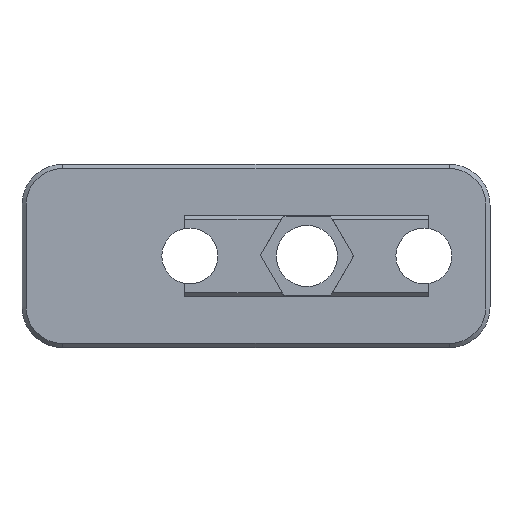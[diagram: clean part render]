
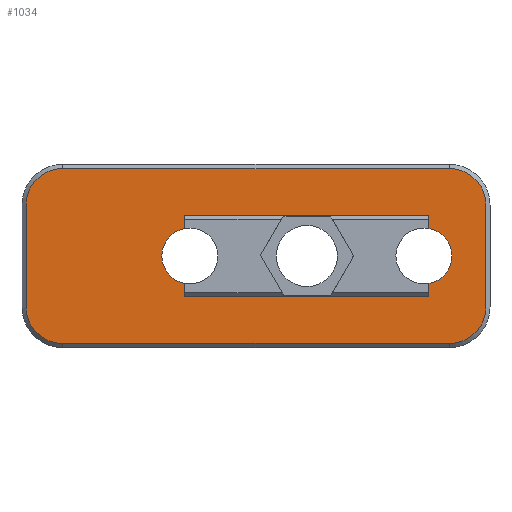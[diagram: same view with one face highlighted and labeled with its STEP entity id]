
A CAD part, front view. The second image highlights one B-rep face of the part: STEP entity #1034.
In plain terms, the highlighted planar face has unit normal (0, -1, 0).
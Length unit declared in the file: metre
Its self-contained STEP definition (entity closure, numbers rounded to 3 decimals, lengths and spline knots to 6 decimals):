
#39=PLANE('',#1130);
#64=CIRCLE('',#1066,0.0036);
#66=CIRCLE('',#1069,0.0036);
#72=CIRCLE('',#1080,0.0036);
#76=CIRCLE('',#1087,0.0036);
#87=CIRCLE('',#1131,0.00275);
#88=CIRCLE('',#1132,0.00275);
#270=ORIENTED_EDGE('',*,*,#418,.T.);
#271=ORIENTED_EDGE('',*,*,#380,.T.);
#272=ORIENTED_EDGE('',*,*,#495,.T.);
#273=ORIENTED_EDGE('',*,*,#400,.T.);
#274=ORIENTED_EDGE('',*,*,#496,.T.);
#275=ORIENTED_EDGE('',*,*,#410,.T.);
#276=ORIENTED_EDGE('',*,*,#497,.T.);
#277=ORIENTED_EDGE('',*,*,#384,.T.);
#278=ORIENTED_EDGE('',*,*,#498,.F.);
#279=ORIENTED_EDGE('',*,*,#499,.F.);
#280=ORIENTED_EDGE('',*,*,#500,.F.);
#281=ORIENTED_EDGE('',*,*,#501,.T.);
#282=ORIENTED_EDGE('',*,*,#502,.F.);
#283=ORIENTED_EDGE('',*,*,#465,.T.);
#284=ORIENTED_EDGE('',*,*,#503,.F.);
#285=ORIENTED_EDGE('',*,*,#468,.F.);
#380=EDGE_CURVE('',#521,#523,#64,.T.);
#384=EDGE_CURVE('',#525,#527,#66,.T.);
#400=EDGE_CURVE('',#537,#539,#72,.T.);
#410=EDGE_CURVE('',#545,#547,#76,.T.);
#418=EDGE_CURVE('',#527,#521,#637,.T.);
#465=EDGE_CURVE('',#584,#587,#684,.T.);
#468=EDGE_CURVE('',#590,#591,#687,.T.);
#495=EDGE_CURVE('',#523,#537,#706,.T.);
#496=EDGE_CURVE('',#539,#545,#707,.T.);
#497=EDGE_CURVE('',#547,#525,#708,.T.);
#498=EDGE_CURVE('',#602,#590,#87,.T.);
#499=EDGE_CURVE('',#603,#602,#709,.T.);
#500=EDGE_CURVE('',#604,#603,#710,.T.);
#501=EDGE_CURVE('',#604,#605,#711,.T.);
#502=EDGE_CURVE('',#584,#605,#88,.T.);
#503=EDGE_CURVE('',#591,#587,#712,.T.);
#521=VERTEX_POINT('',#1446);
#523=VERTEX_POINT('',#1450);
#525=VERTEX_POINT('',#1455);
#527=VERTEX_POINT('',#1459);
#537=VERTEX_POINT('',#1488);
#539=VERTEX_POINT('',#1492);
#545=VERTEX_POINT('',#1509);
#547=VERTEX_POINT('',#1513);
#584=VERTEX_POINT('',#1619);
#587=VERTEX_POINT('',#1625);
#590=VERTEX_POINT('',#1632);
#591=VERTEX_POINT('',#1634);
#602=VERTEX_POINT('',#1690);
#603=VERTEX_POINT('',#1692);
#604=VERTEX_POINT('',#1694);
#605=VERTEX_POINT('',#1696);
#637=LINE('',#1529,#752);
#684=LINE('',#1626,#799);
#687=LINE('',#1633,#802);
#706=LINE('',#1686,#821);
#707=LINE('',#1687,#822);
#708=LINE('',#1688,#823);
#709=LINE('',#1691,#824);
#710=LINE('',#1693,#825);
#711=LINE('',#1695,#826);
#712=LINE('',#1698,#827);
#752=VECTOR('',#1236,1.);
#799=VECTOR('',#1311,1.);
#802=VECTOR('',#1316,1.);
#821=VECTOR('',#1381,1.);
#822=VECTOR('',#1382,1.);
#823=VECTOR('',#1383,1.);
#824=VECTOR('',#1386,1.);
#825=VECTOR('',#1387,1.);
#826=VECTOR('',#1388,1.);
#827=VECTOR('',#1391,1.);
#893=EDGE_LOOP('',(#270,#271,#272,#273,#274,#275,#276,#277));
#894=EDGE_LOOP('',(#278,#279,#280,#281,#282,#283,#284,#285));
#964=FACE_BOUND('',#893,.T.);
#965=FACE_BOUND('',#894,.T.);
#1034=ADVANCED_FACE('',(#964,#965),#39,.T.);
#1066=AXIS2_PLACEMENT_3D('',#1451,#1159,#1160);
#1069=AXIS2_PLACEMENT_3D('',#1460,#1167,#1168);
#1080=AXIS2_PLACEMENT_3D('',#1493,#1199,#1200);
#1087=AXIS2_PLACEMENT_3D('',#1514,#1219,#1220);
#1130=AXIS2_PLACEMENT_3D('',#1685,#1379,#1380);
#1131=AXIS2_PLACEMENT_3D('',#1689,#1384,#1385);
#1132=AXIS2_PLACEMENT_3D('',#1697,#1389,#1390);
#1159=DIRECTION('',(0.,-1.,0.));
#1160=DIRECTION('',(0.,0.,-1.));
#1167=DIRECTION('',(0.,-1.,0.));
#1168=DIRECTION('',(0.,0.,-1.));
#1199=DIRECTION('',(0.,-1.,0.));
#1200=DIRECTION('',(0.,0.,-1.));
#1219=DIRECTION('',(0.,-1.,0.));
#1220=DIRECTION('',(0.,0.,-1.));
#1236=DIRECTION('',(0.,0.,-1.));
#1311=DIRECTION('',(0.,0.,-1.));
#1316=DIRECTION('',(0.,0.,-1.));
#1379=DIRECTION('',(0.,-1.,0.));
#1380=DIRECTION('',(-1.,0.,0.));
#1381=DIRECTION('',(1.,0.,0.));
#1382=DIRECTION('',(0.,0.,1.));
#1383=DIRECTION('',(-1.,0.,0.));
#1384=DIRECTION('',(0.,-1.,0.));
#1385=DIRECTION('',(0.,0.,1.));
#1386=DIRECTION('',(0.,0.,-1.));
#1387=DIRECTION('',(-1.,0.,0.));
#1388=DIRECTION('',(0.,0.,-1.));
#1389=DIRECTION('',(0.,-1.,0.));
#1390=DIRECTION('',(0.,0.,1.));
#1391=DIRECTION('',(1.,0.,0.));
#1446=CARTESIAN_POINT('',(0.187508,-0.017134,0.184733));
#1450=CARTESIAN_POINT('',(0.191108,-0.017134,0.181133));
#1451=CARTESIAN_POINT('',(0.191108,-0.017134,0.184733));
#1455=CARTESIAN_POINT('',(0.191108,-0.017134,0.198333));
#1459=CARTESIAN_POINT('',(0.187508,-0.017134,0.194733));
#1460=CARTESIAN_POINT('',(0.191108,-0.017134,0.194733));
#1488=CARTESIAN_POINT('',(0.229108,-0.017134,0.181133));
#1492=CARTESIAN_POINT('',(0.232708,-0.017134,0.184733));
#1493=CARTESIAN_POINT('',(0.229108,-0.017134,0.184733));
#1509=CARTESIAN_POINT('',(0.232708,-0.017134,0.194733));
#1513=CARTESIAN_POINT('',(0.229108,-0.017134,0.198333));
#1514=CARTESIAN_POINT('',(0.229108,-0.017134,0.194733));
#1529=CARTESIAN_POINT('',(0.187508,-0.017134,0.194733));
#1619=CARTESIAN_POINT('',(0.227108,-0.017134,0.187029));
#1625=CARTESIAN_POINT('',(0.227108,-0.017134,0.185733));
#1626=CARTESIAN_POINT('',(0.227108,-0.017134,0.187029));
#1632=CARTESIAN_POINT('',(0.203108,-0.017134,0.187029));
#1633=CARTESIAN_POINT('',(0.203108,-0.017134,0.187029));
#1634=CARTESIAN_POINT('',(0.203108,-0.017134,0.185733));
#1685=CARTESIAN_POINT('',(0.204628,-0.017134,0.189733));
#1686=CARTESIAN_POINT('',(0.191108,-0.017134,0.181133));
#1687=CARTESIAN_POINT('',(0.232708,-0.017134,0.184733));
#1688=CARTESIAN_POINT('',(0.229108,-0.017134,0.198333));
#1689=CARTESIAN_POINT('',(0.203608,-0.017134,0.189733));
#1690=CARTESIAN_POINT('',(0.203108,-0.017134,0.192437));
#1691=CARTESIAN_POINT('',(0.203108,-0.017134,0.193733));
#1692=CARTESIAN_POINT('',(0.203108,-0.017134,0.193733));
#1693=CARTESIAN_POINT('',(0.227108,-0.017134,0.193733));
#1694=CARTESIAN_POINT('',(0.227108,-0.017134,0.193733));
#1695=CARTESIAN_POINT('',(0.227108,-0.017134,0.193733));
#1696=CARTESIAN_POINT('',(0.227108,-0.017134,0.192437));
#1697=CARTESIAN_POINT('',(0.226608,-0.017134,0.189733));
#1698=CARTESIAN_POINT('',(0.203108,-0.017134,0.185733));
